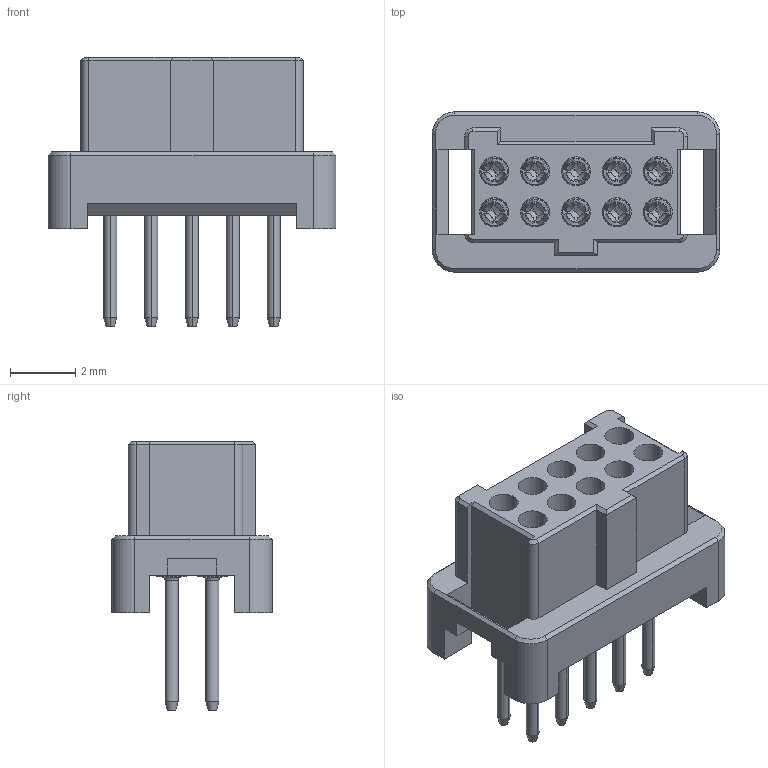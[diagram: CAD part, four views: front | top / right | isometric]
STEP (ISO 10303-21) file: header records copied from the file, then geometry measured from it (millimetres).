
FILE_DESCRIPTION((''),'2;1');
FILE_NAME('G125-FV11005L0P-00_ASM','2013-09-03T',('sflower'),(''),'PRO/ENGINEER BY PARAMETRIC TECHNOLOGY CORPORATION, 2013150','PRO/ENGINEER BY PARAMETRIC TECHNOLOGY CORPORATION, 2013150','');
FILE_SCHEMA(('CONFIG_CONTROL_DESIGN'));
Length unit declared in the file: millimetre
Products named in the file (3): G125-2011096; G125-0030005; G125-FV11005L0P-00_ASM
Assembly tree (11 placements, depth 2):
  G125-FV11005L0P-00_ASM
    G125-2011096
    G125-0030005  x10
Bounding box: 8.8 x 4.9 x 8.25 mm (x, y, z)
Volume: 112.5 mm3; surface area: 492.2 mm2
Topology: 11 solids, 11 shells, 1627 faces, 4032 edges, 2434 vertices
Faces by surface type: plane 769, cylinder 420, cone 298, bspline 120, torus 20
Entity records: 11762 total; most frequent: CARTESIAN_POINT 2239, ORIENTED_EDGE 1490, DIRECTION 1487, PRESENTATION_STYLE_ASSIGNMENT 751, STYLED_ITEM 751, CURVE_STYLE 745, EDGE_CURVE 745, AXIS2_PLACEMENT_3D 517
